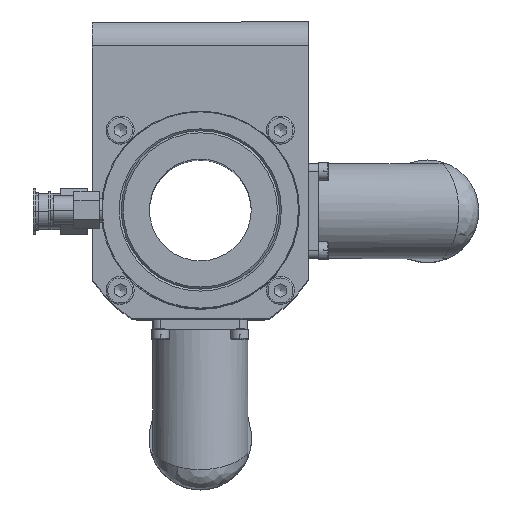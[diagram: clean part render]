
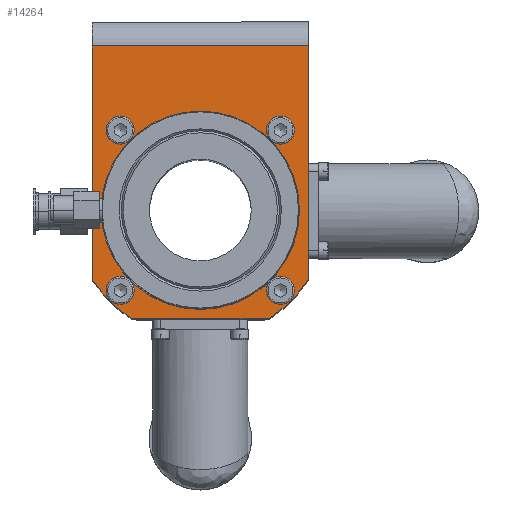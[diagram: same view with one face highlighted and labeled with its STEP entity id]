
A CAD part, top view. The second image highlights one B-rep face of the part: STEP entity #14264.
In plain terms, the highlighted face is planar.
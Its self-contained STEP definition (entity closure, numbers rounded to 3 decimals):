
#14000=CARTESIAN_POINT('',(-61.4,-20.0,29.25));
#14001=VERTEX_POINT('',#14000);
#14002=CARTESIAN_POINT('',(-61.4,-20.0,27.));
#14003=DIRECTION('',(1.0,0.0,0.0));
#14004=DIRECTION('',(0.0,0.0,-1.0));
#14005=AXIS2_PLACEMENT_3D('',#14002,#14003,#14004);
#14006=CIRCLE('',#14005,2.25);
#14007=EDGE_CURVE('',#14001,#14001,#14006,.T.);
#14028=CARTESIAN_POINT('',(-61.4,20.0,29.25));
#14029=VERTEX_POINT('',#14028);
#14030=CARTESIAN_POINT('',(-61.4,20.0,27.));
#14031=DIRECTION('',(1.0,0.0,0.0));
#14032=DIRECTION('',(0.0,0.0,-1.0));
#14033=AXIS2_PLACEMENT_3D('',#14030,#14031,#14032);
#14034=CIRCLE('',#14033,2.25);
#14035=EDGE_CURVE('',#14029,#14029,#14034,.T.);
#14056=CARTESIAN_POINT('',(-61.4,-20.0,69.25));
#14057=VERTEX_POINT('',#14056);
#14058=CARTESIAN_POINT('',(-61.4,-20.0,67.0));
#14059=DIRECTION('',(1.0,0.0,0.0));
#14060=DIRECTION('',(0.0,0.0,-1.0));
#14061=AXIS2_PLACEMENT_3D('',#14058,#14059,#14060);
#14062=CIRCLE('',#14061,2.25);
#14063=EDGE_CURVE('',#14057,#14057,#14062,.T.);
#14084=CARTESIAN_POINT('',(-61.4,20.0,69.25));
#14085=VERTEX_POINT('',#14084);
#14086=CARTESIAN_POINT('',(-61.4,20.0,67.));
#14087=DIRECTION('',(1.0,0.0,0.0));
#14088=DIRECTION('',(0.0,0.0,-1.0));
#14089=AXIS2_PLACEMENT_3D('',#14086,#14087,#14088);
#14090=CIRCLE('',#14089,2.25);
#14091=EDGE_CURVE('',#14085,#14085,#14090,.T.);
#14101=CARTESIAN_POINT('',(-61.4,27.0,64.176));
#14102=VERTEX_POINT('',#14101);
#14111=CARTESIAN_POINT('',(-61.4,17.176,74.0));
#14112=VERTEX_POINT('',#14111);
#14113=CARTESIAN_POINT('',(-61.4,0.0,47.0));
#14114=DIRECTION('',(-1.0,0.0,0.0));
#14115=DIRECTION('',(0.0,1.0,0.0));
#14116=AXIS2_PLACEMENT_3D('',#14113,#14114,#14115);
#14117=CIRCLE('',#14116,32.0);
#14118=EDGE_CURVE('',#14112,#14102,#14117,.T.);
#14145=CARTESIAN_POINT('',(-61.4,-27.0,64.176));
#14146=VERTEX_POINT('',#14145);
#14162=CARTESIAN_POINT('',(-61.4,-17.176,74.0));
#14163=VERTEX_POINT('',#14162);
#14170=CARTESIAN_POINT('',(-61.4,0.0,47.0));
#14171=DIRECTION('',(-1.0,0.0,0.0));
#14172=DIRECTION('',(0.0,1.0,0.0));
#14173=AXIS2_PLACEMENT_3D('',#14170,#14171,#14172);
#14174=CIRCLE('',#14173,32.0);
#14175=EDGE_CURVE('',#14146,#14163,#14174,.T.);
#14186=CARTESIAN_POINT('',(-61.4,-27.0,6.));
#14187=VERTEX_POINT('',#14186);
#14188=CARTESIAN_POINT('',(-61.4,-27.0,64.176));
#14189=DIRECTION('',(0.0,0.0,-1.0));
#14190=VECTOR('',#14189,58.176);
#14191=LINE('',#14188,#14190);
#14192=EDGE_CURVE('',#14146,#14187,#14191,.T.);
#14211=CARTESIAN_POINT('',(-61.4,0.0,36.607));
#14212=DIRECTION('',(1.0,0.0,0.0));
#14213=DIRECTION('',(0.0,0.0,-1.0));
#14214=AXIS2_PLACEMENT_3D('',#14211,#14212,#14213);
#14215=PLANE('',#14214);
#14216=ORIENTED_EDGE('',*,*,#14175,.T.);
#14217=CARTESIAN_POINT('',(-61.4,17.176,74.0));
#14218=DIRECTION('',(0.0,-1.0,0.0));
#14219=VECTOR('',#14218,34.351);
#14220=LINE('',#14217,#14219);
#14221=EDGE_CURVE('',#14112,#14163,#14220,.T.);
#14222=ORIENTED_EDGE('',*,*,#14221,.F.);
#14223=ORIENTED_EDGE('',*,*,#14118,.T.);
#14224=CARTESIAN_POINT('',(-61.4,27.0,6.));
#14225=VERTEX_POINT('',#14224);
#14226=CARTESIAN_POINT('',(-61.4,27.0,6.));
#14227=DIRECTION('',(0.0,0.0,1.0));
#14228=VECTOR('',#14227,58.176);
#14229=LINE('',#14226,#14228);
#14230=EDGE_CURVE('',#14225,#14102,#14229,.T.);
#14231=ORIENTED_EDGE('',*,*,#14230,.F.);
#14232=CARTESIAN_POINT('',(-61.4,27.0,6.));
#14233=DIRECTION('',(0.0,-1.0,0.0));
#14234=VECTOR('',#14233,54.0);
#14235=LINE('',#14232,#14234);
#14236=EDGE_CURVE('',#14225,#14187,#14235,.T.);
#14237=ORIENTED_EDGE('',*,*,#14236,.T.);
#14238=ORIENTED_EDGE('',*,*,#14192,.F.);
#14239=EDGE_LOOP('',(#14216,#14222,#14223,#14231,#14237,#14238));
#14240=FACE_OUTER_BOUND('',#14239,.T.);
#14241=ORIENTED_EDGE('',*,*,#14007,.T.);
#14242=EDGE_LOOP('',(#14241));
#14243=FACE_BOUND('',#14242,.T.);
#14244=ORIENTED_EDGE('',*,*,#14035,.T.);
#14245=EDGE_LOOP('',(#14244));
#14246=FACE_BOUND('',#14245,.T.);
#14247=ORIENTED_EDGE('',*,*,#14063,.T.);
#14248=EDGE_LOOP('',(#14247));
#14249=FACE_BOUND('',#14248,.T.);
#14250=ORIENTED_EDGE('',*,*,#14091,.T.);
#14251=EDGE_LOOP('',(#14250));
#14252=FACE_BOUND('',#14251,.T.);
#14253=CARTESIAN_POINT('',(-61.4,0.,71.75));
#14254=VERTEX_POINT('',#14253);
#14255=CARTESIAN_POINT('',(-61.4,0.0,47.));
#14256=DIRECTION('',(1.0,0.0,0.0));
#14257=DIRECTION('',(0.0,0.0,-1.0));
#14258=AXIS2_PLACEMENT_3D('',#14255,#14256,#14257);
#14259=CIRCLE('',#14258,24.75);
#14260=EDGE_CURVE('',#14254,#14254,#14259,.T.);
#14261=ORIENTED_EDGE('',*,*,#14260,.T.);
#14262=EDGE_LOOP('',(#14261));
#14263=FACE_BOUND('',#14262,.T.);
#14264=ADVANCED_FACE('',(#14240,#14243,#14246,#14249,#14252,#14263),#14215,.F.);
